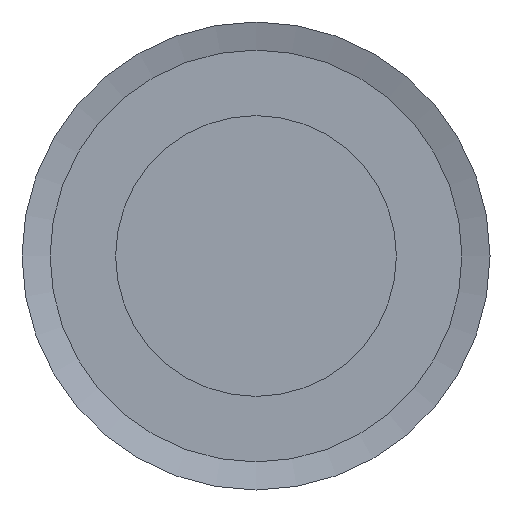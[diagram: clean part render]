
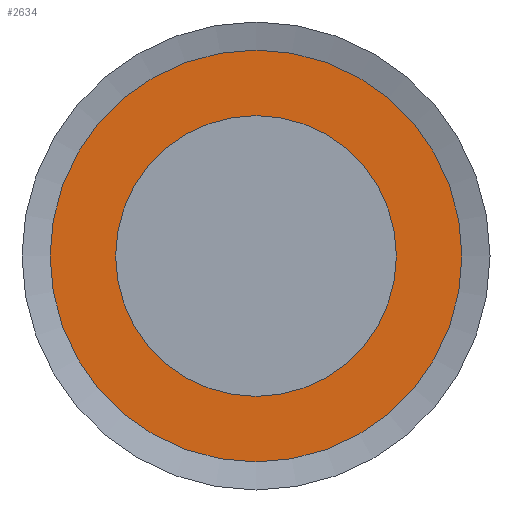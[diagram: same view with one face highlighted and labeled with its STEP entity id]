
A CAD part, left-side view. The second image highlights one B-rep face of the part: STEP entity #2634.
In plain terms, the highlighted face is planar.
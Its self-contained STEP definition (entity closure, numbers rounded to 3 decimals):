
#825=VERTEX_POINT('',#4513);
#832=VERTEX_POINT('',#4532);
#833=VERTEX_POINT('',#4534);
#1009=CIRCLE('',#2944,7.5);
#1013=CIRCLE('',#2952,11.);
#1400=EDGE_CURVE('',#825,#825,#1009,.T.);
#1410=EDGE_CURVE('',#832,#833,#1013,.T.);
#1411=EDGE_CURVE('',#833,#832,#1013,.T.);
#2205=ORIENTED_EDGE('',*,*,#1400,.T.);
#2206=ORIENTED_EDGE('',*,*,#1410,.F.);
#2207=ORIENTED_EDGE('',*,*,#1411,.F.);
#2350=EDGE_LOOP('',(#2205));
#2351=EDGE_LOOP('',(#2206,#2207));
#2494=FACE_BOUND('',#2350,.T.);
#2495=FACE_BOUND('',#2351,.T.);
#2634=ADVANCED_FACE('',(#2494,#2495),#4576,.T.);
#2944=AXIS2_PLACEMENT_3D('',#4515,#3730,#3731);
#2952=AXIS2_PLACEMENT_3D('',#4533,#3748,#3749);
#2953=AXIS2_PLACEMENT_3D('',#4535,#3750,$);
#3730=DIRECTION('',(0.,-1.,0.));
#3731=DIRECTION('',(0.,0.,-7.5));
#3748=DIRECTION('',(0.,-1.,0.));
#3749=DIRECTION('',(0.,0.,-11.));
#3750=DIRECTION('',(0.,1.,0.));
#4513=CARTESIAN_POINT('',(0.,1.,-7.5));
#4515=CARTESIAN_POINT('',(0.,1.,0.));
#4532=CARTESIAN_POINT('',(0.,1.,11.));
#4533=CARTESIAN_POINT('',(0.,1.,0.));
#4534=CARTESIAN_POINT('',(0.,1.,-11.));
#4535=CARTESIAN_POINT('',(11.,1.,0.));
#4576=PLANE('',#2953);
